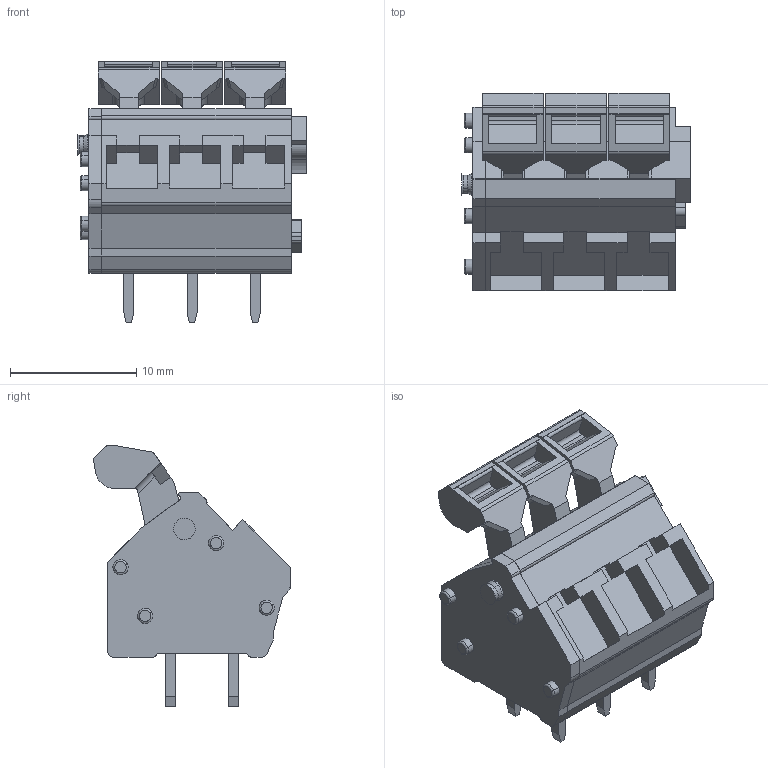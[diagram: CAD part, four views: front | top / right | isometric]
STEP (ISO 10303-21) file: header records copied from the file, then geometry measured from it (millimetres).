
FILE_DESCRIPTION(('CATIA V5 STEP Exchange','CAx-IF Rec.Pracs.--- Model Styling and Organization---1.4--- 2014-01-23'),'2;1');
FILE_NAME ('026345-2_0', '2022-08-09T09:23:09+00:00', ('none'), ('Weidmueller'), 'CATIA Version 5-6 Release 2016 SP3 HF44', 'CATIA V5 STEP AP214', 'none');
FILE_SCHEMA(('AUTOMOTIVE_DESIGN { 1 0 10303 214 1 1 1 1 }'));
Length unit declared in the file: millimetre
Products named in the file (1): 1914580000
Bounding box: 18.1 x 15.6 x 20.65 mm (x, y, z)
Volume: 2413.8 mm3; surface area: 2080.9 mm2
Topology: 11 solids, 11 shells, 383 faces, 1022 edges, 672 vertices
Faces by surface type: plane 268, cylinder 91, cone 16, torus 8
Entity records: 11825 total; most frequent: CARTESIAN_POINT 2250, ORIENTED_EDGE 2044, DIRECTION 1618, EDGE_CURVE 1022, VECTOR 812, LINE 812, VERTEX_POINT 672, AXIS2_PLACEMENT_3D 486
